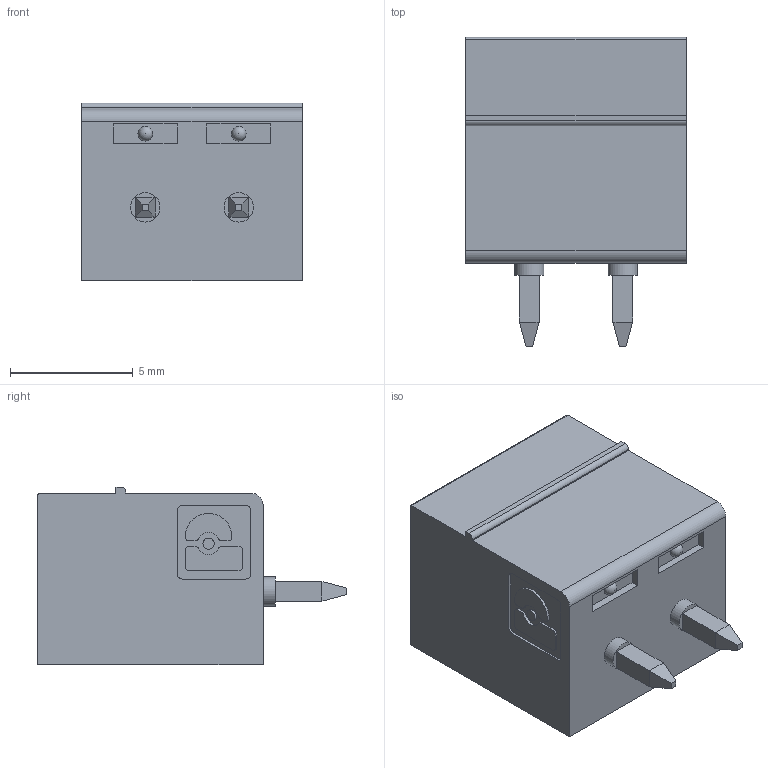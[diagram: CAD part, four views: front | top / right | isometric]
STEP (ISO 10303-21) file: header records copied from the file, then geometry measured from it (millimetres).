
FILE_DESCRIPTION(/* description */ (''),/* implementation_level */ '2;1');
FILE_NAME(/* name */ '5444644.step',/* time_stamp */ '2021-10-06T13:40:42+02:00',/* author */ (''),/* organization */ (''),/* preprocessor_version */ 'ST-DEVELOPER v18.1',/* originating_system */ 'Autodesk Translation Framework v10.10.0.1391',/* authorisation */ '');
FILE_SCHEMA (('AUTOMOTIVE_DESIGN { 1 0 10303 214 3 1 1 }'));
Length unit declared in the file: millimetre
Products named in the file (2): (Unsaved); Component3
Assembly tree (1 placements, depth 2):
  (Unsaved)
    Component3
Bounding box: 9.01 x 12.6 x 7.25 mm (x, y, z)
Volume: 365.8 mm3; surface area: 792.8 mm2
Topology: 1 solids, 1 shells, 148 faces, 370 edges, 240 vertices
Faces by surface type: plane 113, cylinder 31, cone 2, sphere 2
Full cylindrical faces by diameter (mm): 0.457 x1, 1.2 x2, 1.6 x2
Entity records: 4409 total; most frequent: CARTESIAN_POINT 759, DIRECTION 742, ORIENTED_EDGE 736, EDGE_CURVE 368, LINE 296, VECTOR 296, VERTEX_POINT 240, AXIS2_PLACEMENT_3D 223
